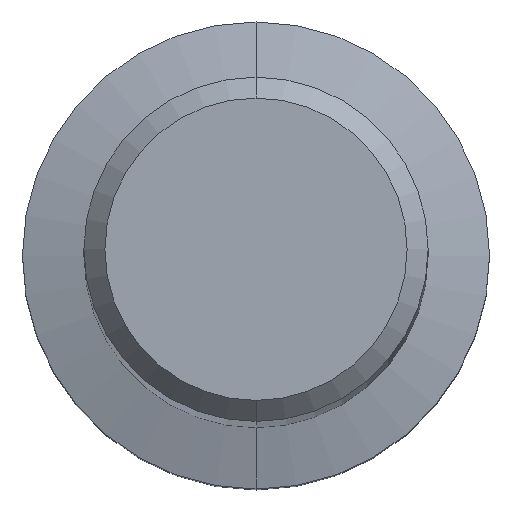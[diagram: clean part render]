
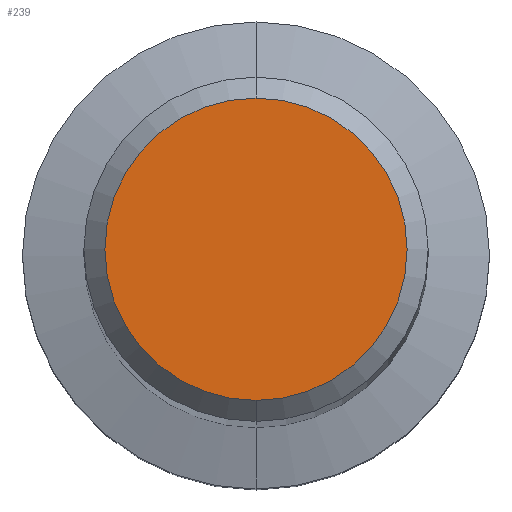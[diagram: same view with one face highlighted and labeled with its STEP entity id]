
A CAD part, top view. The second image highlights one B-rep face of the part: STEP entity #239.
In plain terms, the highlighted planar face has unit normal (0, 0, 1).
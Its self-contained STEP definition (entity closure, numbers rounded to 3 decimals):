
#185=EDGE_CURVE('',#283,#251,#389,.T.);
#221=EDGE_CURVE('',#251,#283,#434,.T.);
#239=ADVANCED_FACE('',(#453),#454,.T.);
#251=VERTEX_POINT('',#469);
#283=VERTEX_POINT('',#505);
#389=CIRCLE('',#623,3.6);
#434=CIRCLE('',#682,3.6);
#453=FACE_OUTER_BOUND('',#710,.T.);
#454=PLANE('',#711);
#469=CARTESIAN_POINT('',(0.0,3.6,0.0));
#505=CARTESIAN_POINT('',(0.,-3.6,0.0));
#623=AXIS2_PLACEMENT_3D('',#872,#873,#874);
#682=AXIS2_PLACEMENT_3D('',#945,#946,#947);
#710=EDGE_LOOP('',(#974,#975));
#711=AXIS2_PLACEMENT_3D('',#976,#977,#978);
#872=CARTESIAN_POINT('',(0.0,0.0,0.0));
#873=DIRECTION('',(0.0,0.0,-1.0));
#874=DIRECTION('',(0.0,1.0,0.0));
#945=CARTESIAN_POINT('',(0.0,0.0,0.0));
#946=DIRECTION('',(0.0,0.0,-1.0));
#947=DIRECTION('',(0.0,1.0,0.0));
#974=ORIENTED_EDGE('',*,*,#221,.F.);
#975=ORIENTED_EDGE('',*,*,#185,.F.);
#976=CARTESIAN_POINT('',(0.0,1.8,0.0));
#977=DIRECTION('',(-0.0,0.0,1.0));
#978=DIRECTION('',(0.0,-1.0,0.0));
